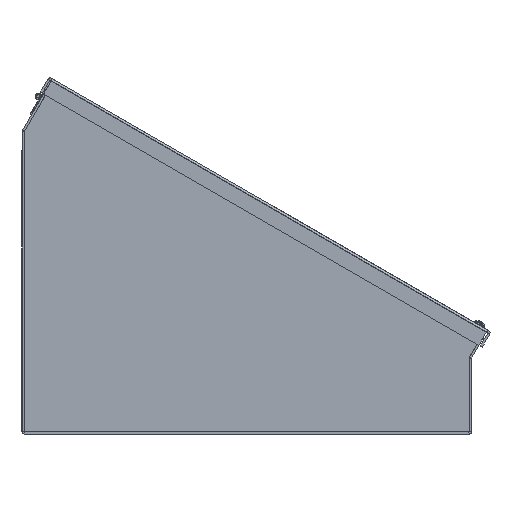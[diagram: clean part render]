
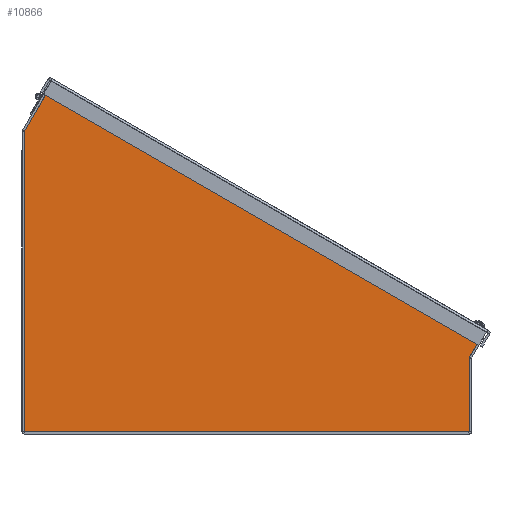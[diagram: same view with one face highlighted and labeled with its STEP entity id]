
A CAD part, front view. The second image highlights one B-rep face of the part: STEP entity #10866.
In plain terms, the highlighted face is planar.
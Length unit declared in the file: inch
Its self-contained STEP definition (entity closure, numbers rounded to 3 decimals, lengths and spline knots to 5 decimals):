
#296=PLANE($,#11503);
#777=LINE($,#16139,#1789);
#780=LINE($,#16145,#1792);
#783=LINE($,#16153,#1795);
#786=LINE($,#16157,#1798);
#798=LINE($,#16182,#1810);
#800=LINE($,#16186,#1812);
#802=LINE($,#16189,#1814);
#803=LINE($,#16192,#1815);
#804=LINE($,#16194,#1816);
#805=LINE($,#16196,#1817);
#806=LINE($,#16198,#1818);
#807=LINE($,#16200,#1819);
#808=LINE($,#16202,#1820);
#809=LINE($,#16203,#1821);
#1789=VECTOR($,#12878,14.66028);
#1792=VECTOR($,#12883,0.0002);
#1795=VECTOR($,#12888,0.0158);
#1798=VECTOR($,#12893,0.0002);
#1810=VECTOR($,#12909,0.0158);
#1812=VECTOR($,#12913,0.0002);
#1814=VECTOR($,#12917,0.0002);
#1815=VECTOR($,#12920,0.63792);
#1816=VECTOR($,#12921,1.65617);
#1817=VECTOR($,#12922,9.59463);
#1818=VECTOR($,#12923,14.227);
#1819=VECTOR($,#12924,2.3635);
#1820=VECTOR($,#12925,0.80501);
#1821=VECTOR($,#12926,0.63792);
#3042=FACE_OUTER_BOUND($,#3564,.T.);
#3564=EDGE_LOOP($,(#7682,#7683,#7684,#7685,#7686,#7687,#7688,#7689,#7690,
#7691,#7692,#7693,#7694,#7695));
#4777=VERTEX_POINT($,#16124);
#4778=VERTEX_POINT($,#16128);
#4781=VERTEX_POINT($,#16143);
#4784=VERTEX_POINT($,#16150);
#4785=VERTEX_POINT($,#16152);
#4795=VERTEX_POINT($,#16179);
#4796=VERTEX_POINT($,#16181);
#4797=VERTEX_POINT($,#16185);
#4798=VERTEX_POINT($,#16191);
#4799=VERTEX_POINT($,#16193);
#4800=VERTEX_POINT($,#16195);
#4801=VERTEX_POINT($,#16197);
#4802=VERTEX_POINT($,#16199);
#4803=VERTEX_POINT($,#16201);
#5901=EDGE_CURVE($,#4777,#4778,#777,.T.);
#5904=EDGE_CURVE($,#4778,#4781,#780,.T.);
#5907=EDGE_CURVE($,#4785,#4784,#783,.T.);
#5910=EDGE_CURVE($,#4781,#4785,#786,.T.);
#5922=EDGE_CURVE($,#4796,#4795,#798,.T.);
#5924=EDGE_CURVE($,#4797,#4777,#800,.T.);
#5926=EDGE_CURVE($,#4795,#4797,#802,.T.);
#5927=EDGE_CURVE($,#4798,#4784,#803,.T.);
#5928=EDGE_CURVE($,#4799,#4798,#804,.T.);
#5929=EDGE_CURVE($,#4800,#4799,#805,.T.);
#5930=EDGE_CURVE($,#4801,#4800,#806,.T.);
#5931=EDGE_CURVE($,#4802,#4801,#807,.T.);
#5932=EDGE_CURVE($,#4803,#4802,#808,.T.);
#5933=EDGE_CURVE($,#4796,#4803,#809,.T.);
#7682=ORIENTED_EDGE($,*,*,#5907,.T.);
#7683=ORIENTED_EDGE($,*,*,#5927,.F.);
#7684=ORIENTED_EDGE($,*,*,#5928,.F.);
#7685=ORIENTED_EDGE($,*,*,#5929,.F.);
#7686=ORIENTED_EDGE($,*,*,#5930,.F.);
#7687=ORIENTED_EDGE($,*,*,#5931,.F.);
#7688=ORIENTED_EDGE($,*,*,#5932,.F.);
#7689=ORIENTED_EDGE($,*,*,#5933,.F.);
#7690=ORIENTED_EDGE($,*,*,#5922,.T.);
#7691=ORIENTED_EDGE($,*,*,#5926,.T.);
#7692=ORIENTED_EDGE($,*,*,#5924,.T.);
#7693=ORIENTED_EDGE($,*,*,#5901,.T.);
#7694=ORIENTED_EDGE($,*,*,#5904,.T.);
#7695=ORIENTED_EDGE($,*,*,#5910,.T.);
#10866=ADVANCED_FACE($,(#3042),#296,.T.);
#11503=AXIS2_PLACEMENT_3D($,#16190,#12918,#12919);
#12878=DIRECTION($,(-0.866,0.5,0.));
#12883=DIRECTION($,(-0.5,-0.866,0.));
#12888=DIRECTION($,(0.5,0.866,0.));
#12893=DIRECTION($,(-0.866,0.5,0.));
#12909=DIRECTION($,(-0.5,-0.866,0.));
#12913=DIRECTION($,(0.5,0.866,0.));
#12917=DIRECTION($,(-0.866,0.5,0.));
#12918=DIRECTION('center_axis',(0.,0.,1.));
#12919=DIRECTION('ref_axis',(1.,0.,0.));
#12920=DIRECTION($,(0.866,-0.5,0.));
#12921=DIRECTION($,(0.5,0.866,0.));
#12922=DIRECTION($,(0.,1.,0.));
#12923=DIRECTION($,(-1.,0.,0.));
#12924=DIRECTION($,(0.,-1.,0.));
#12925=DIRECTION($,(-0.5,-0.866,0.));
#12926=DIRECTION($,(0.866,-0.5,0.));
#16124=CARTESIAN_POINT('',(14.06908,3.36621,0.074));
#16128=CARTESIAN_POINT('',(1.37291,10.69635,0.074));
#16139=CARTESIAN_POINT($,(4.57163,8.84956,0.074));
#16143=CARTESIAN_POINT('',(1.37281,10.69618,0.074));
#16145=CARTESIAN_POINT($,(0.51912,9.21754,0.074));
#16150=CARTESIAN_POINT('',(1.38054,10.70996,0.074));
#16152=CARTESIAN_POINT('',(1.37264,10.69628,0.074));
#16153=CARTESIAN_POINT($,(0.52289,9.22448,0.074));
#16157=CARTESIAN_POINT($,(4.57145,8.84944,0.074));
#16179=CARTESIAN_POINT('',(14.06916,3.36594,0.074));
#16181=CARTESIAN_POINT('',(14.07706,3.37962,0.074));
#16182=CARTESIAN_POINT($,(13.21546,1.8873,0.074));
#16185=CARTESIAN_POINT('',(14.06898,3.36604,0.074));
#16186=CARTESIAN_POINT($,(13.21924,1.89424,0.074));
#16189=CARTESIAN_POINT($,(10.91962,5.18432,0.074));
#16190=CARTESIAN_POINT('Origin',(6.06287,4.04533,0.074));
#16191=CARTESIAN_POINT('',(0.82809,11.02892,0.074));
#16192=CARTESIAN_POINT($,(14.62951,3.06066,0.074));
#16193=CARTESIAN_POINT('',(0.,9.59463,0.074));
#16194=CARTESIAN_POINT($,(0.82809,11.02892,0.074));
#16195=CARTESIAN_POINT('',(0.,0.,0.074));
#16196=CARTESIAN_POINT($,(0.,9.59463,0.074));
#16197=CARTESIAN_POINT('',(14.227,0.,0.074));
#16198=CARTESIAN_POINT($,(0.,0.,0.074));
#16199=CARTESIAN_POINT('',(14.227,2.3635,0.074));
#16200=CARTESIAN_POINT($,(14.227,0.,0.074));
#16201=CARTESIAN_POINT('',(14.62951,3.06066,0.074));
#16202=CARTESIAN_POINT($,(14.227,2.3635,0.074));
#16203=CARTESIAN_POINT($,(14.62951,3.06066,0.074));
